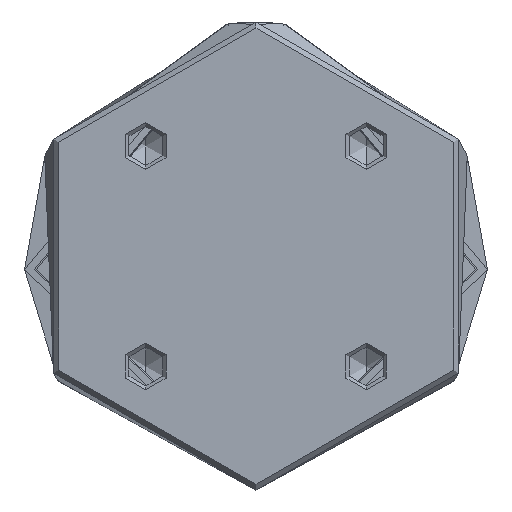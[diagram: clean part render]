
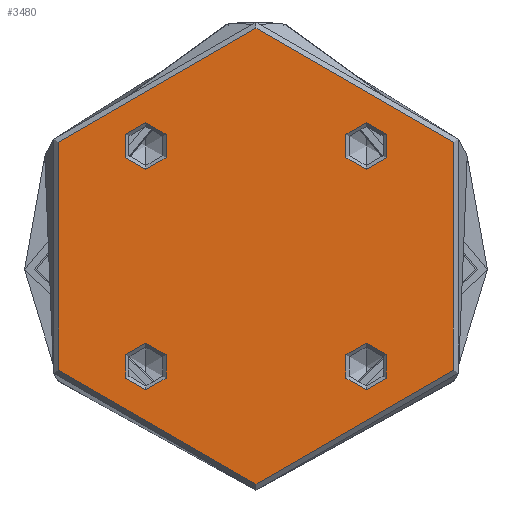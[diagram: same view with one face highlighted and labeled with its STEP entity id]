
A CAD part, front view. The second image highlights one B-rep face of the part: STEP entity #3480.
In plain terms, the highlighted face is planar.
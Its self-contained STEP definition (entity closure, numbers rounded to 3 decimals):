
#51 = DIRECTION ( 'NONE',  ( 0., 0., 1. ) ) ;
#147 = DIRECTION ( 'NONE',  ( 0., 0., 1. ) ) ;
#178 = CARTESIAN_POINT ( 'NONE',  ( 28.284, -28.284, 0. ) ) ;
#185 = ORIENTED_EDGE ( 'NONE', *, *, #4516, .F. ) ;
#224 = EDGE_CURVE ( 'NONE', #5273, #1847, #1731, .T. ) ;
#227 = PLANE ( 'NONE',  #7864 ) ;
#284 = EDGE_CURVE ( 'NONE', #6653, #7868, #3451, .T. ) ;
#520 = ORIENTED_EDGE ( 'NONE', *, *, #7903, .T. ) ;
#535 = CARTESIAN_POINT ( 'NONE',  ( -28.284, -28.284, 0. ) ) ;
#561 = ORIENTED_EDGE ( 'NONE', *, *, #224, .T. ) ;
#647 = ORIENTED_EDGE ( 'NONE', *, *, #284, .T. ) ;
#806 = AXIS2_PLACEMENT_3D ( 'NONE', #3991, #147, #4639 ) ;
#810 = DIRECTION ( 'NONE',  ( 1., 0., 0. ) ) ;
#849 = CARTESIAN_POINT ( 'NONE',  ( -22.284, -28.284, 0. ) ) ;
#857 = DIRECTION ( 'NONE',  ( -1., 0., 0. ) ) ;
#879 = CARTESIAN_POINT ( 'NONE',  ( 28.284, 28.284, 0. ) ) ;
#1176 = DIRECTION ( 'NONE',  ( -1., 0., 0. ) ) ;
#1288 = CARTESIAN_POINT ( 'NONE',  ( -22.284, 28.284, 0. ) ) ;
#1434 = EDGE_CURVE ( 'NONE', #4107, #4549, #3229, .T. ) ;
#1555 = DIRECTION ( 'NONE',  ( 1., 0., 0. ) ) ;
#1603 = CARTESIAN_POINT ( 'NONE',  ( 0., 0., 0. ) ) ;
#1731 = CIRCLE ( 'NONE', #4542, 58.5 ) ;
#1847 = VERTEX_POINT ( 'NONE', #3232 ) ;
#2273 = AXIS2_PLACEMENT_3D ( 'NONE', #3892, #51, #4553 ) ;
#2563 = AXIS2_PLACEMENT_3D ( 'NONE', #879, #5393, #1555 ) ;
#2577 = EDGE_CURVE ( 'NONE', #4240, #7238, #7081, .T. ) ;
#3079 = EDGE_CURVE ( 'NONE', #7868, #6653, #8112, .T. ) ;
#3084 = CARTESIAN_POINT ( 'NONE',  ( 0., 0., 0. ) ) ;
#3096 = FACE_BOUND ( 'NONE', #5730, .T. ) ;
#3156 = CIRCLE ( 'NONE', #4971, 6. ) ;
#3229 = CIRCLE ( 'NONE', #4794, 6. ) ;
#3232 = CARTESIAN_POINT ( 'NONE',  ( -58.5, 0., 0. ) ) ;
#3260 = EDGE_CURVE ( 'NONE', #1847, #5273, #6576, .T. ) ;
#3307 = DIRECTION ( 'NONE',  ( 0., 0., -1. ) ) ;
#3366 = CARTESIAN_POINT ( 'NONE',  ( -34.284, 28.284, 0. ) ) ;
#3441 = CARTESIAN_POINT ( 'NONE',  ( 0., 0., 0. ) ) ;
#3451 = CIRCLE ( 'NONE', #5419, 6. ) ;
#3453 = EDGE_LOOP ( 'NONE', ( #7134, #647 ) ) ;
#3480 = ADVANCED_FACE ( 'NONE', ( #3096, #7736, #7927, #4577, #6075 ), #227, .F. ) ;
#3704 = DIRECTION ( 'NONE',  ( 1., 0., 0. ) ) ;
#3750 = ORIENTED_EDGE ( 'NONE', *, *, #1434, .T. ) ;
#3840 = VERTEX_POINT ( 'NONE', #7711 ) ;
#3863 = CIRCLE ( 'NONE', #4348, 6. ) ;
#3892 = CARTESIAN_POINT ( 'NONE',  ( -28.284, -28.284, 0. ) ) ;
#3954 = ORIENTED_EDGE ( 'NONE', *, *, #3260, .T. ) ;
#3991 = CARTESIAN_POINT ( 'NONE',  ( 28.284, 28.284, 0. ) ) ;
#4107 = VERTEX_POINT ( 'NONE', #5874 ) ;
#4240 = VERTEX_POINT ( 'NONE', #7888 ) ;
#4348 = AXIS2_PLACEMENT_3D ( 'NONE', #178, #4670, #810 ) ;
#4516 = EDGE_CURVE ( 'NONE', #5684, #3840, #3156, .T. ) ;
#4542 = AXIS2_PLACEMENT_3D ( 'NONE', #1603, #5322, #5370 ) ;
#4549 = VERTEX_POINT ( 'NONE', #7566 ) ;
#4553 = DIRECTION ( 'NONE',  ( -1., 0., 0. ) ) ;
#4577 = FACE_BOUND ( 'NONE', #6249, .T. ) ;
#4639 = DIRECTION ( 'NONE',  ( 1., 0., 0. ) ) ;
#4670 = DIRECTION ( 'NONE',  ( 0., 0., -1. ) ) ;
#4715 = DIRECTION ( 'NONE',  ( 0., 0., -1. ) ) ;
#4794 = AXIS2_PLACEMENT_3D ( 'NONE', #6872, #8222, #6641 ) ;
#4955 = ORIENTED_EDGE ( 'NONE', *, *, #7499, .F. ) ;
#4971 = AXIS2_PLACEMENT_3D ( 'NONE', #535, #5031, #1176 ) ;
#5031 = DIRECTION ( 'NONE',  ( 0., 0., 1. ) ) ;
#5240 = AXIS2_PLACEMENT_3D ( 'NONE', #7108, #3307, #7730 ) ;
#5273 = VERTEX_POINT ( 'NONE', #5402 ) ;
#5322 = DIRECTION ( 'NONE',  ( 0., 0., 1. ) ) ;
#5370 = DIRECTION ( 'NONE',  ( 1., 0., 0. ) ) ;
#5393 = DIRECTION ( 'NONE',  ( 0., 0., 1. ) ) ;
#5402 = CARTESIAN_POINT ( 'NONE',  ( 58.5, 0., 0. ) ) ;
#5409 = DIRECTION ( 'NONE',  ( -1., 0., 0. ) ) ;
#5419 = AXIS2_PLACEMENT_3D ( 'NONE', #5925, #5961, #5409 ) ;
#5606 = ORIENTED_EDGE ( 'NONE', *, *, #2577, .F. ) ;
#5655 = CARTESIAN_POINT ( 'NONE',  ( 22.284, 28.284, 0. ) ) ;
#5684 = VERTEX_POINT ( 'NONE', #849 ) ;
#5730 = EDGE_LOOP ( 'NONE', ( #7928, #185 ) ) ;
#5874 = CARTESIAN_POINT ( 'NONE',  ( 22.284, -28.284, 0. ) ) ;
#5925 = CARTESIAN_POINT ( 'NONE',  ( -28.284, 28.284, 0. ) ) ;
#5961 = DIRECTION ( 'NONE',  ( 0., 0., -1. ) ) ;
#6075 = FACE_OUTER_BOUND ( 'NONE', #7314, .T. ) ;
#6181 = EDGE_CURVE ( 'NONE', #3840, #5684, #6697, .T. ) ;
#6249 = EDGE_LOOP ( 'NONE', ( #5606, #4955 ) ) ;
#6348 = AXIS2_PLACEMENT_3D ( 'NONE', #3084, #7503, #3704 ) ;
#6576 = CIRCLE ( 'NONE', #6348, 58.5 ) ;
#6641 = DIRECTION ( 'NONE',  ( 1., 0., 0. ) ) ;
#6653 = VERTEX_POINT ( 'NONE', #1288 ) ;
#6697 = CIRCLE ( 'NONE', #2273, 6. ) ;
#6872 = CARTESIAN_POINT ( 'NONE',  ( 28.284, -28.284, 0. ) ) ;
#7081 = CIRCLE ( 'NONE', #806, 6. ) ;
#7108 = CARTESIAN_POINT ( 'NONE',  ( -28.284, 28.284, 0. ) ) ;
#7134 = ORIENTED_EDGE ( 'NONE', *, *, #3079, .T. ) ;
#7238 = VERTEX_POINT ( 'NONE', #5655 ) ;
#7314 = EDGE_LOOP ( 'NONE', ( #3954, #561 ) ) ;
#7499 = EDGE_CURVE ( 'NONE', #7238, #4240, #7846, .T. ) ;
#7503 = DIRECTION ( 'NONE',  ( 0., 0., 1. ) ) ;
#7566 = CARTESIAN_POINT ( 'NONE',  ( 34.284, -28.284, 0. ) ) ;
#7711 = CARTESIAN_POINT ( 'NONE',  ( -34.284, -28.284, 0. ) ) ;
#7730 = DIRECTION ( 'NONE',  ( -1., 0., 0. ) ) ;
#7736 = FACE_BOUND ( 'NONE', #3453, .T. ) ;
#7846 = CIRCLE ( 'NONE', #2563, 6. ) ;
#7864 = AXIS2_PLACEMENT_3D ( 'NONE', #3441, #4715, #857 ) ;
#7868 = VERTEX_POINT ( 'NONE', #3366 ) ;
#7888 = CARTESIAN_POINT ( 'NONE',  ( 34.284, 28.284, 0. ) ) ;
#7903 = EDGE_CURVE ( 'NONE', #4549, #4107, #3863, .T. ) ;
#7927 = FACE_BOUND ( 'NONE', #7999, .T. ) ;
#7928 = ORIENTED_EDGE ( 'NONE', *, *, #6181, .F. ) ;
#7999 = EDGE_LOOP ( 'NONE', ( #520, #3750 ) ) ;
#8112 = CIRCLE ( 'NONE', #5240, 6. ) ;
#8222 = DIRECTION ( 'NONE',  ( 0., 0., -1. ) ) ;
